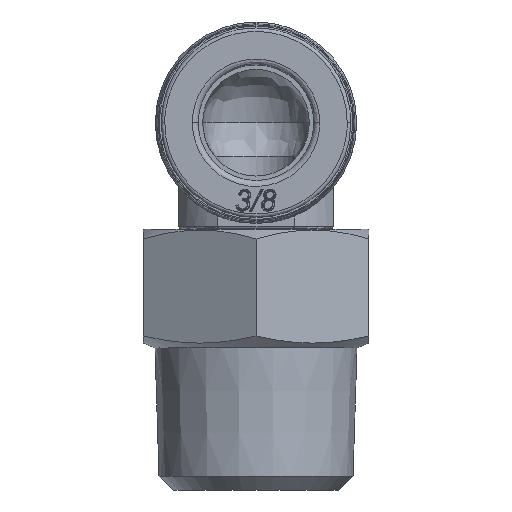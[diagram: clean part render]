
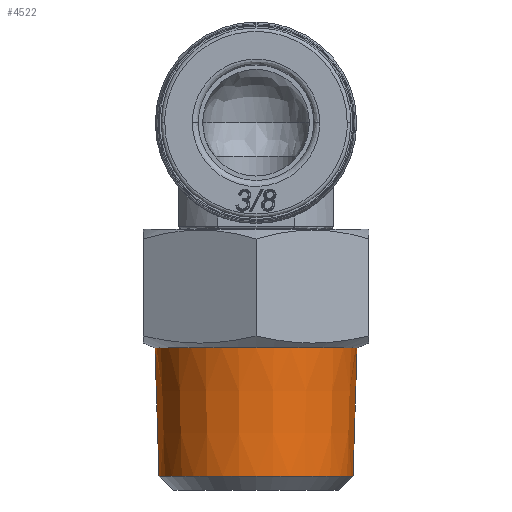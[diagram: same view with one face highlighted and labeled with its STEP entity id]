
A CAD part, front view. The second image highlights one B-rep face of the part: STEP entity #4522.
In plain terms, the highlighted conical face has half-angle 1.79 degrees and reference radius 8.525 mm.
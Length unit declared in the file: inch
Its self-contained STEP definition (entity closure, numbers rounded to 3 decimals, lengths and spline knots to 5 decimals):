
#213 = VERTEX_POINT ( 'NONE', #964 ) ;
#557 = CARTESIAN_POINT ( 'NONE',  ( -0.33563, 0., -0.74803 ) ) ;
#669 = LINE ( 'NONE', #4675, #4886 ) ;
#890 = AXIS2_PLACEMENT_3D ( 'NONE', #3358, #4656, #4762 ) ;
#964 = CARTESIAN_POINT ( 'NONE',  ( -0.3223, 0., -1.1747 ) ) ;
#993 = CARTESIAN_POINT ( 'NONE',  ( 0., 0., -1.1747 ) ) ;
#1094 = VERTEX_POINT ( 'NONE', #3846 ) ;
#1248 = EDGE_CURVE ( 'NONE', #3170, #1944, #1495, .T. ) ;
#1303 = ORIENTED_EDGE ( 'NONE', *, *, #4631, .T. ) ;
#1418 = VECTOR ( 'NONE', #3570, 39.37008 ) ;
#1425 = DIRECTION ( 'NONE',  ( 0.866, 0.5, 0. ) ) ;
#1442 = AXIS2_PLACEMENT_3D ( 'NONE', #2626, #2718, #2681 ) ;
#1495 = CIRCLE ( 'NONE', #1442, 0.33563 ) ;
#1752 = LINE ( 'NONE', #557, #1418 ) ;
#1783 = DIRECTION ( 'NONE',  ( 0.031, 0., 1. ) ) ;
#1838 = ORIENTED_EDGE ( 'NONE', *, *, #1248, .T. ) ;
#1944 = VERTEX_POINT ( 'NONE', #5516 ) ;
#2034 = CIRCLE ( 'NONE', #2492, 0.3223 ) ;
#2124 = EDGE_CURVE ( 'NONE', #213, #1944, #1752, .T. ) ;
#2492 = AXIS2_PLACEMENT_3D ( 'NONE', #993, #4025, #1425 ) ;
#2616 = CARTESIAN_POINT ( 'NONE',  ( 0.33563, 0., -0.74803 ) ) ;
#2626 = CARTESIAN_POINT ( 'NONE',  ( 0., 0., -0.74803 ) ) ;
#2681 = DIRECTION ( 'NONE',  ( 0.866, 0.5, 0. ) ) ;
#2718 = DIRECTION ( 'NONE',  ( 0., 0., -1. ) ) ;
#2898 = ORIENTED_EDGE ( 'NONE', *, *, #4491, .T. ) ;
#3170 = VERTEX_POINT ( 'NONE', #2616 ) ;
#3349 = EDGE_LOOP ( 'NONE', ( #4331, #1303, #2898, #1838 ) ) ;
#3358 = CARTESIAN_POINT ( 'NONE',  ( 0., 0., -0.74803 ) ) ;
#3570 = DIRECTION ( 'NONE',  ( -0.031, 0., 1. ) ) ;
#3846 = CARTESIAN_POINT ( 'NONE',  ( 0.3223, 0., -1.1747 ) ) ;
#4025 = DIRECTION ( 'NONE',  ( 0., 0., 1. ) ) ;
#4209 = FACE_OUTER_BOUND ( 'NONE', #3349, .T. ) ;
#4331 = ORIENTED_EDGE ( 'NONE', *, *, #2124, .F. ) ;
#4491 = EDGE_CURVE ( 'NONE', #1094, #3170, #669, .T. ) ;
#4522 = ADVANCED_FACE ( 'NONE', ( #4209 ), #4616, .T. ) ;
#4616 = CONICAL_SURFACE ( 'NONE', #890, 0.33563, 0.031 ) ;
#4631 = EDGE_CURVE ( 'NONE', #213, #1094, #2034, .T. ) ;
#4656 = DIRECTION ( 'NONE',  ( 0., 0., 1. ) ) ;
#4675 = CARTESIAN_POINT ( 'NONE',  ( 0.33563, 0., -0.74803 ) ) ;
#4762 = DIRECTION ( 'NONE',  ( 1., 0., 0. ) ) ;
#4886 = VECTOR ( 'NONE', #1783, 39.37008 ) ;
#5516 = CARTESIAN_POINT ( 'NONE',  ( -0.33563, 0., -0.74803 ) ) ;
